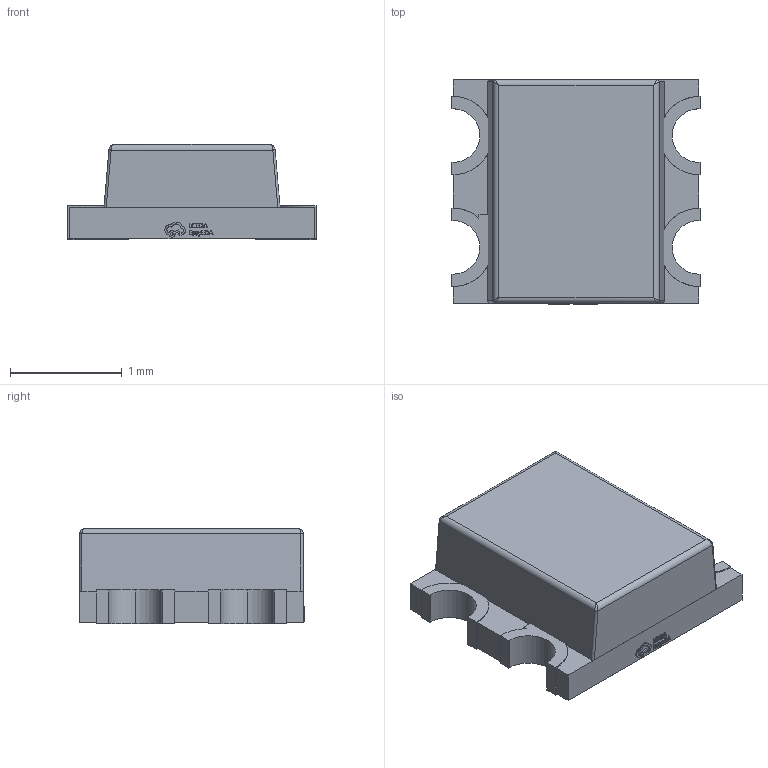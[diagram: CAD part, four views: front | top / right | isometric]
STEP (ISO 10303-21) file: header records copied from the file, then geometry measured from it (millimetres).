
FILE_DESCRIPTION (( 'STEP AP214' ), '1' );
FILE_NAME ('LED-SMD_4P-L2.2-W2.0-BL.STEP', '2025-03-09T06:28:23', ( '' ), ( '' ), 'SwSTEP 2.0', 'SolidWorks 2020', '' );
FILE_SCHEMA (( 'AUTOMOTIVE_DESIGN' ));
Length unit declared in the file: millimetre
Products named in the file (1): LED-SMD_4P-L2.2-W2.0-BL
Bounding box: 2.22 x 2.01 x 0.85 mm (x, y, z)
Volume: 2.9 mm3; surface area: 21.6 mm2
Topology: 3 solids, 3 shells, 336 faces, 912 edges, 600 vertices
Faces by surface type: plane 210, bspline 106, cylinder 20
Entity records: 14788 total; most frequent: CARTESIAN_POINT 3335, ORIENTED_EDGE 1816, DIRECTION 1186, EDGE_CURVE 908, VECTOR 644, LINE 644, VERTEX_POINT 600, EDGE_LOOP 358
